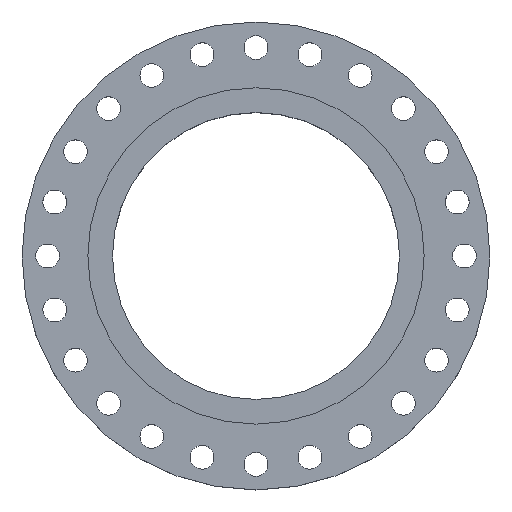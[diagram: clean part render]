
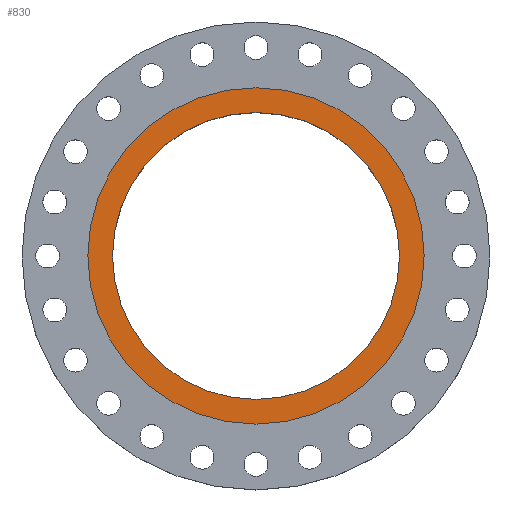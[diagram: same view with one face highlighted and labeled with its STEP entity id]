
A CAD part, top view. The second image highlights one B-rep face of the part: STEP entity #830.
In plain terms, the highlighted planar face has unit normal (0, 0, 1).
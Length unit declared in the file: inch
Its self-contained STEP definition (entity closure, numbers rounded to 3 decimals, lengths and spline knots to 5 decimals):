
#10 = CIRCLE ( 'NONE', #377, 11.5 ) ;
#14 = CARTESIAN_POINT ( 'NONE',  ( 9.8125, 0., 0. ) ) ;
#42 = CIRCLE ( 'NONE', #1958, 11.5 ) ;
#67 = CARTESIAN_POINT ( 'NONE',  ( 0., 0., 0. ) ) ;
#74 = CARTESIAN_POINT ( 'NONE',  ( 0., 9.8125, 0. ) ) ;
#121 = FACE_BOUND ( 'NONE', #703, .T. ) ;
#177 = AXIS2_PLACEMENT_3D ( 'NONE', #1540, #1521, #240 ) ;
#240 = DIRECTION ( 'NONE',  ( 1., 0., 0. ) ) ;
#261 = AXIS2_PLACEMENT_3D ( 'NONE', #67, #1869, #285 ) ;
#285 = DIRECTION ( 'NONE',  ( 1., 0., 0. ) ) ;
#313 = FACE_OUTER_BOUND ( 'NONE', #677, .T. ) ;
#377 = AXIS2_PLACEMENT_3D ( 'NONE', #1504, #2229, #1339 ) ;
#456 = CARTESIAN_POINT ( 'NONE',  ( -9.8125, 0., 0. ) ) ;
#468 = PLANE ( 'NONE',  #1465 ) ;
#586 = VERTEX_POINT ( 'NONE', #1753 ) ;
#677 = EDGE_LOOP ( 'NONE', ( #2062, #1264 ) ) ;
#703 = EDGE_LOOP ( 'NONE', ( #1001, #1160 ) ) ;
#800 = DIRECTION ( 'NONE',  ( 0., 0., 1. ) ) ;
#830 = ADVANCED_FACE ( 'NONE', ( #121, #313 ), #468, .F. ) ;
#1001 = ORIENTED_EDGE ( 'NONE', *, *, #1924, .F. ) ;
#1031 = CARTESIAN_POINT ( 'NONE',  ( -11.5, 0., 0. ) ) ;
#1052 = EDGE_CURVE ( 'NONE', #1134, #1638, #2182, .T. ) ;
#1134 = VERTEX_POINT ( 'NONE', #456 ) ;
#1160 = ORIENTED_EDGE ( 'NONE', *, *, #1052, .F. ) ;
#1170 = VERTEX_POINT ( 'NONE', #1031 ) ;
#1264 = ORIENTED_EDGE ( 'NONE', *, *, #1784, .T. ) ;
#1289 = CIRCLE ( 'NONE', #261, 9.8125 ) ;
#1339 = DIRECTION ( 'NONE',  ( 1., 0., 0. ) ) ;
#1465 = AXIS2_PLACEMENT_3D ( 'NONE', #74, #1565, #2288 ) ;
#1504 = CARTESIAN_POINT ( 'NONE',  ( 0., 0., 0. ) ) ;
#1521 = DIRECTION ( 'NONE',  ( 0., 0., 1. ) ) ;
#1540 = CARTESIAN_POINT ( 'NONE',  ( 0., 0., 0. ) ) ;
#1565 = DIRECTION ( 'NONE',  ( 0., 0., -1. ) ) ;
#1638 = VERTEX_POINT ( 'NONE', #14 ) ;
#1641 = DIRECTION ( 'NONE',  ( 1., 0., 0. ) ) ;
#1677 = CARTESIAN_POINT ( 'NONE',  ( 0., 0., 0. ) ) ;
#1753 = CARTESIAN_POINT ( 'NONE',  ( 11.5, 0., 0. ) ) ;
#1784 = EDGE_CURVE ( 'NONE', #1170, #586, #10, .T. ) ;
#1869 = DIRECTION ( 'NONE',  ( 0., 0., 1. ) ) ;
#1924 = EDGE_CURVE ( 'NONE', #1638, #1134, #1289, .T. ) ;
#1958 = AXIS2_PLACEMENT_3D ( 'NONE', #1677, #800, #1641 ) ;
#2062 = ORIENTED_EDGE ( 'NONE', *, *, #2333, .T. ) ;
#2182 = CIRCLE ( 'NONE', #177, 9.8125 ) ;
#2229 = DIRECTION ( 'NONE',  ( 0., 0., 1. ) ) ;
#2288 = DIRECTION ( 'NONE',  ( -1., 0., 0. ) ) ;
#2333 = EDGE_CURVE ( 'NONE', #586, #1170, #42, .T. ) ;
